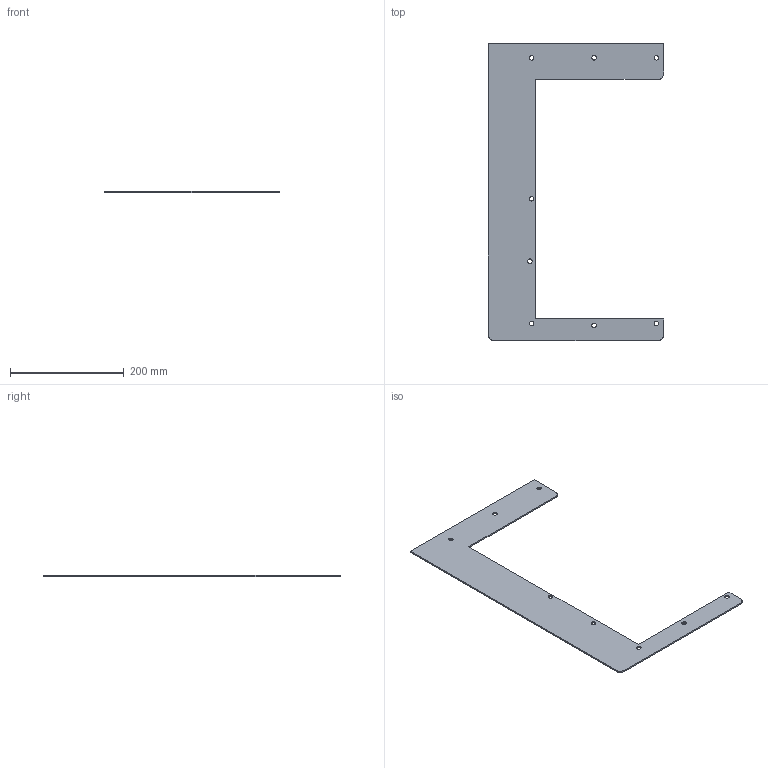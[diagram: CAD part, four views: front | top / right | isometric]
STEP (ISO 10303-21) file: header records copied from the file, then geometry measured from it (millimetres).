
FILE_DESCRIPTION (( 'STEP AP203' ), '1' );
FILE_NAME ('1485EL1.step', '2020-11-19T14:41:30', ( 'ADC123' ), ( 'Microsoft' ), 'SwSTEP 2.0', 'SolidWorks 2019', '' );
FILE_SCHEMA (( 'CONFIG_CONTROL_DESIGN' ));
Length unit declared in the file: inch
Products named in the file (1): 1485EL1
Bounding box: 307.98 x 522.22 x 2.54 mm (x, y, z)
Volume: 166518.6 mm3; surface area: 136955.1 mm2
Topology: 1 solids, 1 shells, 21 faces, 57 edges, 38 vertices
Faces by surface type: cylinder 11, plane 10
Full cylindrical faces by diameter (mm): 7.937 x3, 7.938 x5
Entity records: 744 total; most frequent: DIRECTION 115, CARTESIAN_POINT 109, ORIENTED_EDGE 98, EDGE_CURVE 49, EDGE_LOOP 45, AXIS2_PLACEMENT_3D 44, VERTEX_POINT 38, FACE_OUTER_BOUND 29
